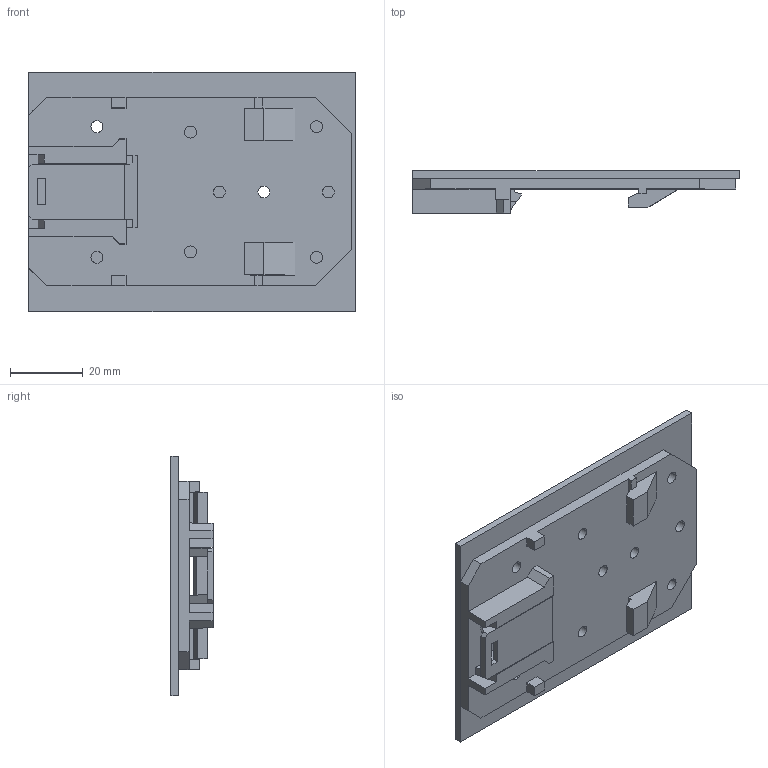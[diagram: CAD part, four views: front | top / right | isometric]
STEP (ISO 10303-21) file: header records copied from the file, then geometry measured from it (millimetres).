
FILE_DESCRIPTION(('SolidDesigner STEP Export'),'2;1');
FILE_NAME('2701133_FL_EPA_RMS-select.stp','2012-08-24T 9:47:42',(''),(''),'CoCreate Modeling STEP processor for AP214 (Solid Model)','CoCreate Modeling 16.00A 16-Aug-2008 (C) Parametric Technology GmbH','');
FILE_SCHEMA(('AUTOMOTIVE_DESIGN { 1 0 10303 214 1 1 1 1 }'));
Length unit declared in the file: millimetre
Products named in the file (2): 2701133_FL_EPA_RMS-select
Assembly tree (1 placements, depth 2):
  2701133_FL_EPA_RMS-select
    2701133_FL_EPA_RMS-select
Bounding box: 90.05 x 11.6 x 66 mm (x, y, z)
Volume: 28863.9 mm3; surface area: 16477.7 mm2
Topology: 1 solids, 1 shells, 133 faces, 364 edges, 240 vertices
Faces by surface type: plane 107, cylinder 26
Entity records: 5004 total; most frequent: ORIENTED_EDGE 728, CARTESIAN_POINT 678, DIRECTION 574, EDGE_CURVE 364, VECTOR 302, LINE 302, VERTEX_POINT 240, EDGE_LOOP 152
